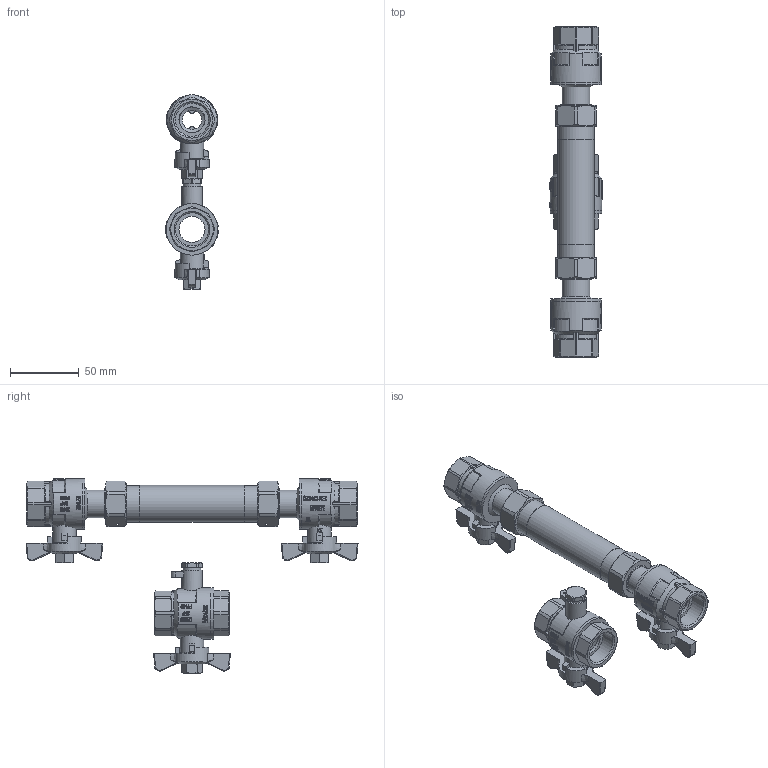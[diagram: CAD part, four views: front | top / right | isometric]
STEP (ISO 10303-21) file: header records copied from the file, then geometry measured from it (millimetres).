
FILE_DESCRIPTION(/* description */ ('Unknown'),/* implementation_level */ '2;1');
FILE_NAME(/* name */ '80100002',/* time_stamp */ '2023-07-12T12:07:20+02:00',/* author */ ('Unknown'),/* organization */ ('Unknown'),/* preprocessor_version */ 'ST-DEVELOPER v18.102',/* originating_system */ 'Solid Edge',/* authorisation */ 'Unknown');
FILE_SCHEMA (('INTEGRATED_CNC_SCHEMA','PROCESS_PLANNING_SCHEMA','AUTOMOTIVE_DESIGN {1 0 10303 214 3 1 1}'));
Length unit declared in the file: millimetre
Products named in the file (24): 80100002; 98708712-3_4x110; 708-55; 626-3_4-Spindel-co; 626-3_4-O-Ring; 626-3_4-Spindel; 626-3_4-Spindeldichtung; 626-3_4-Stopfbuchse; 709-55_Einschraubteil; Gehduse; Flügelgriff 1_4 - 3_4; 600-1_2-Mutter.2; 郻M-3_4; 97000077_24x15x2 - 3_4; 712-05_oa_0; Spindel-co_oa_1; Spindel; Stopfbuchse; 600-1_2-Mutter; Kvrper-co_oa_2; Kvrper; Schtaube; Einschraubteil; Dichtung
Assembly tree (25 placements, depth 4):
  80100002
    98708712-3_4x110
    708-55  x2
      626-3_4-Spindel-co
        626-3_4-O-Ring
        626-3_4-Spindel
        626-3_4-Spindeldichtung
        626-3_4-Stopfbuchse
      709-55_Einschraubteil
      Gehduse
      Flügelgriff 1_4 - 3_4
      600-1_2-Mutter.2
      郻M-3_4
      97000077_24x15x2 - 3_4
    712-05_oa_0
      Spindel-co_oa_1
        Spindel
        Stopfbuchse
        Flügelgriff 1_4 - 3_4
        600-1_2-Mutter
      Kvrper-co_oa_2
        Kvrper
        Schtaube
        Einschraubteil
        Dichtung
Bounding box: 38.39 x 242 x 141.71 mm (x, y, z)
Volume: 127632.5 mm3; surface area: 92523.2 mm2
Topology: 29 solids, 29 shells, 3562 faces, 9842 edges, 6511 vertices
Faces by surface type: plane 2929, cylinder 379, cone 162, bspline 54, sphere 30, torus 8
Full cylindrical faces by diameter (mm): 1.5 x3, 5 x1, 5.9 x1, 6.6 x2, 6.7 x1, 6.75 x3, 8.9 x4, 8.92 x1, 9 x3, 9.1 x5, 9.3 x2, 10 x2, 10.5 x3, 11 x3, 12 x3, 12.3 x2, 12.376 x2, 12.5 x1, 13 x1, 14 x5, 15 x1, 16 x5, 17 x3, 18.5 x3, 18.9 x1, 19 x4, 20 x2, 22 x4, 22.2 x2, 24 x2
Entity records: 82467 total; most frequent: CARTESIAN_POINT 20338, DIRECTION 14084, ORIENTED_EDGE 12418, EDGE_CURVE 6209, AXIS2_PLACEMENT_3D 5808, VERTEX_POINT 4190, ELLIPSE 2694, FACE_BOUND 2585
